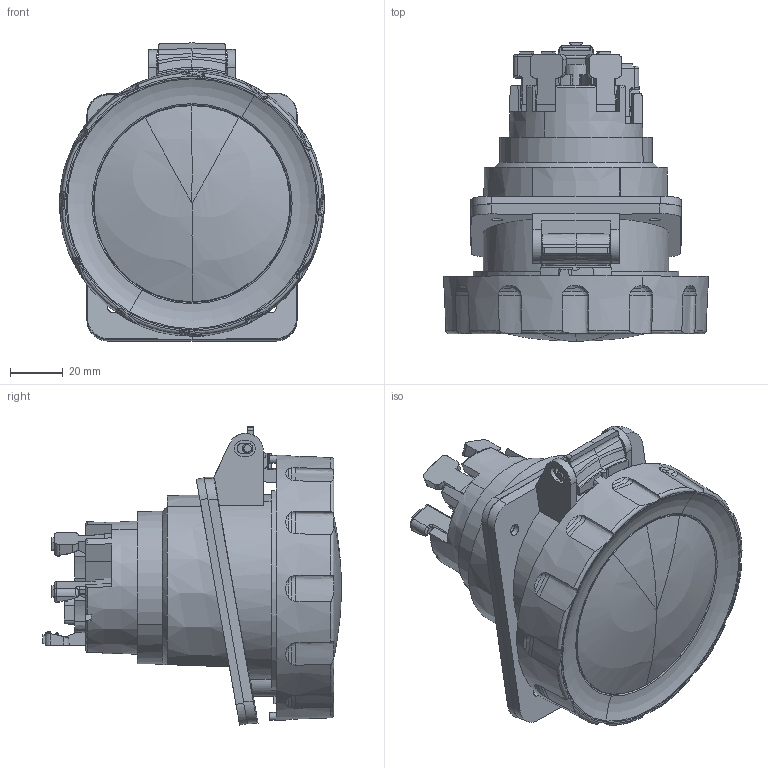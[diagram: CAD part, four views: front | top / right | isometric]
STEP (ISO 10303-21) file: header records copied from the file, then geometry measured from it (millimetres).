
FILE_DESCRIPTION((''),'2;1');
FILE_NAME('GW62243FH_SW0001','2020-10-08T15:22:57',('user'),('Axiro Italia'),'CREO PARAMETRIC BY PTC INC, 2020074','CREO PARAMETRIC BY PTC INC, 2020074','');
FILE_SCHEMA(('CONFIG_CONTROL_DESIGN'));
Length unit declared in the file: millimetre
Products named in the file (1): GW62243FH_SW0001
Bounding box: 100.88 x 113.67 x 113.44 mm (x, y, z)
Volume: 425513.7 mm3; surface area: 58125.9 mm2
Topology: 1 solids, 1 shells, 932 faces, 2766 edges, 1839 vertices
Faces by surface type: plane 528, cylinder 221, bspline 105, cone 41, torus 29, sphere 4, extrusion 4
Entity records: 39046 total; most frequent: CARTESIAN_POINT 15499, ORIENTED_EDGE 5524, DIRECTION 3984, EDGE_CURVE 2762, VERTEX_POINT 1839, VECTOR 1656, LINE 1652, AXIS2_PLACEMENT_3D 1164
